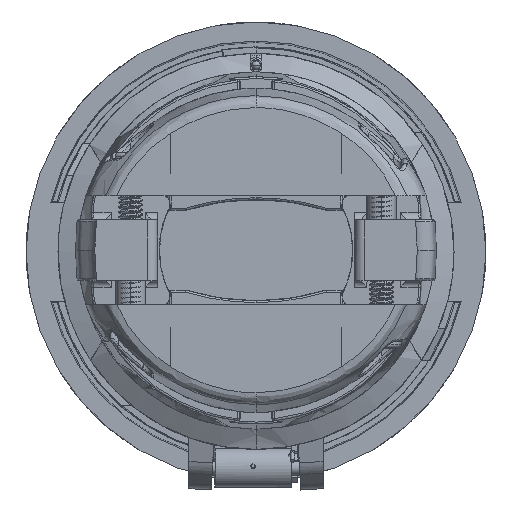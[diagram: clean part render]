
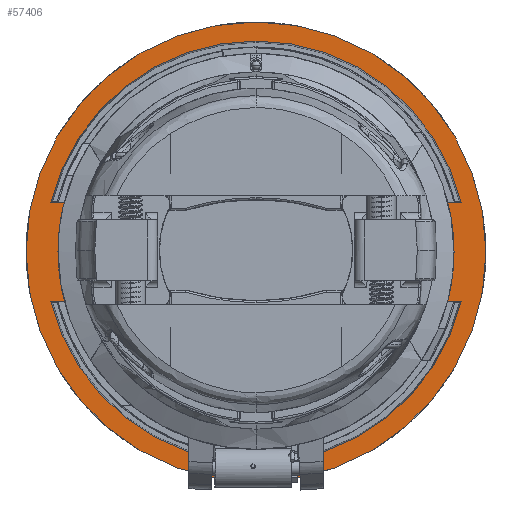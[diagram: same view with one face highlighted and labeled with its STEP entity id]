
A CAD part, top view. The second image highlights one B-rep face of the part: STEP entity #57406.
In plain terms, the highlighted planar face has unit normal (0, 0, 1).
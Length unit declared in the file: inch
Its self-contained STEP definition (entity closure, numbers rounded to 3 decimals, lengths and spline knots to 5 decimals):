
#255 = ORIENTED_EDGE ( 'NONE', *, *, #96493, .T. ) ;
#518 = EDGE_LOOP ( 'NONE', ( #255, #140781 ) ) ;
#1480 = ORIENTED_EDGE ( 'NONE', *, *, #66345, .F. ) ;
#3865 = CARTESIAN_POINT ( 'NONE',  ( -1.92597, -0.51116, -1.89385 ) ) ;
#4913 = DIRECTION ( 'NONE',  ( -1., 0., 0. ) ) ;
#7864 = CARTESIAN_POINT ( 'NONE',  ( -0.00017, 0., -1.89385 ) ) ;
#9636 = AXIS2_PLACEMENT_3D ( 'NONE', #74433, #134878, #65091 ) ;
#12184 = EDGE_CURVE ( 'NONE', #21511, #118368, #76019, .T. ) ;
#12722 = EDGE_CURVE ( 'NONE', #72766, #90745, #134864, .T. ) ;
#14391 = EDGE_CURVE ( 'NONE', #143686, #151358, #88758, .T. ) ;
#16283 = AXIS2_PLACEMENT_3D ( 'NONE', #99825, #144084, #51683 ) ;
#18106 = LINE ( 'NONE', #53048, #97914 ) ;
#18205 = LINE ( 'NONE', #126039, #43167 ) ;
#21511 = VERTEX_POINT ( 'NONE', #48558 ) ;
#24775 = EDGE_LOOP ( 'NONE', ( #1480, #119766, #63527, #89354, #63491, #104871, #28722, #81173 ) ) ;
#25025 = CARTESIAN_POINT ( 'NONE',  ( 2.13627, 0.51116, -1.89385 ) ) ;
#26190 = CARTESIAN_POINT ( 'NONE',  ( -0.00017, 0., -1.89385 ) ) ;
#26846 = VECTOR ( 'NONE', #73344, 39.37008 ) ;
#28585 = CARTESIAN_POINT ( 'NONE',  ( -0.00017, 0.51116, -1.89385 ) ) ;
#28722 = ORIENTED_EDGE ( 'NONE', *, *, #106664, .F. ) ;
#34643 = AXIS2_PLACEMENT_3D ( 'NONE', #7864, #42818, #137453 ) ;
#36112 = LINE ( 'NONE', #132249, #26846 ) ;
#37029 = DIRECTION ( 'NONE',  ( -1., 0., 0. ) ) ;
#42818 = DIRECTION ( 'NONE',  ( 0., 0., 1. ) ) ;
#43167 = VECTOR ( 'NONE', #139993, 39.37008 ) ;
#43349 = VERTEX_POINT ( 'NONE', #149646 ) ;
#43729 = AXIS2_PLACEMENT_3D ( 'NONE', #26190, #73593, #82191 ) ;
#45942 = CIRCLE ( 'NONE', #16283, 2.39526 ) ;
#48558 = CARTESIAN_POINT ( 'NONE',  ( -2.13661, -0.51116, -1.89385 ) ) ;
#49451 = EDGE_CURVE ( 'NONE', #90745, #100242, #119182, .T. ) ;
#50237 = CARTESIAN_POINT ( 'NONE',  ( 1.92563, 0.51116, -1.89385 ) ) ;
#51683 = DIRECTION ( 'NONE',  ( -1., 0., 0. ) ) ;
#53048 = CARTESIAN_POINT ( 'NONE',  ( -0.00017, 0.51116, -1.89385 ) ) ;
#57406 = ADVANCED_FACE ( 'NONE', ( #122937, #123702 ), #67665, .T. ) ;
#59030 = AXIS2_PLACEMENT_3D ( 'NONE', #85874, #122332, #37029 ) ;
#59669 = AXIS2_PLACEMENT_3D ( 'NONE', #62902, #111006, #149015 ) ;
#61619 = EDGE_CURVE ( 'NONE', #72766, #116803, #81508, .T. ) ;
#62902 = CARTESIAN_POINT ( 'NONE',  ( -0.00017, 0., -1.89385 ) ) ;
#63491 = ORIENTED_EDGE ( 'NONE', *, *, #12722, .F. ) ;
#63527 = ORIENTED_EDGE ( 'NONE', *, *, #130122, .F. ) ;
#65091 = DIRECTION ( 'NONE',  ( -1., 0., 0. ) ) ;
#66345 = EDGE_CURVE ( 'NONE', #143686, #21511, #36112, .T. ) ;
#67665 = PLANE ( 'NONE',  #34643 ) ;
#71139 = VECTOR ( 'NONE', #100769, 39.37008 ) ;
#72766 = VERTEX_POINT ( 'NONE', #50237 ) ;
#73344 = DIRECTION ( 'NONE',  ( -1., 0., 0. ) ) ;
#73593 = DIRECTION ( 'NONE',  ( 0., 0., 1. ) ) ;
#74433 = CARTESIAN_POINT ( 'NONE',  ( -0.00017, 0., -1.89385 ) ) ;
#76019 = CIRCLE ( 'NONE', #43729, 2.19673 ) ;
#81173 = ORIENTED_EDGE ( 'NONE', *, *, #12184, .F. ) ;
#81508 = CIRCLE ( 'NONE', #101355, 2.23504 ) ;
#82191 = DIRECTION ( 'NONE',  ( -1., 0., 0. ) ) ;
#85874 = CARTESIAN_POINT ( 'NONE',  ( 0.24983, 0., -1.89385 ) ) ;
#87924 = CARTESIAN_POINT ( 'NONE',  ( -1.92597, 0.51116, -1.89385 ) ) ;
#88758 = CIRCLE ( 'NONE', #59030, 2.23504 ) ;
#89354 = ORIENTED_EDGE ( 'NONE', *, *, #49451, .F. ) ;
#90745 = VERTEX_POINT ( 'NONE', #25025 ) ;
#96493 = EDGE_CURVE ( 'NONE', #43349, #127694, #45942, .T. ) ;
#97914 = VECTOR ( 'NONE', #124426, 39.37008 ) ;
#98968 = CARTESIAN_POINT ( 'NONE',  ( 2.39509, 0., -1.89385 ) ) ;
#99825 = CARTESIAN_POINT ( 'NONE',  ( -0.00017, 0., -1.89385 ) ) ;
#100242 = VERTEX_POINT ( 'NONE', #122386 ) ;
#100672 = CARTESIAN_POINT ( 'NONE',  ( 2.13627, -0.51116, -1.89385 ) ) ;
#100769 = DIRECTION ( 'NONE',  ( 1., 0., 0. ) ) ;
#101355 = AXIS2_PLACEMENT_3D ( 'NONE', #134495, #111272, #4913 ) ;
#104871 = ORIENTED_EDGE ( 'NONE', *, *, #61619, .T. ) ;
#106664 = EDGE_CURVE ( 'NONE', #118368, #116803, #18205, .T. ) ;
#111006 = DIRECTION ( 'NONE',  ( 0., 0., 1. ) ) ;
#111272 = DIRECTION ( 'NONE',  ( 0., 0., -1. ) ) ;
#116803 = VERTEX_POINT ( 'NONE', #138155 ) ;
#118368 = VERTEX_POINT ( 'NONE', #100672 ) ;
#119182 = CIRCLE ( 'NONE', #59669, 2.19673 ) ;
#119766 = ORIENTED_EDGE ( 'NONE', *, *, #14391, .T. ) ;
#120309 = EDGE_CURVE ( 'NONE', #127694, #43349, #140934, .T. ) ;
#122332 = DIRECTION ( 'NONE',  ( 0., 0., -1. ) ) ;
#122386 = CARTESIAN_POINT ( 'NONE',  ( -2.13661, 0.51116, -1.89385 ) ) ;
#122937 = FACE_BOUND ( 'NONE', #24775, .T. ) ;
#123702 = FACE_OUTER_BOUND ( 'NONE', #518, .T. ) ;
#124426 = DIRECTION ( 'NONE',  ( 1., 0., 0. ) ) ;
#126039 = CARTESIAN_POINT ( 'NONE',  ( -0.00017, -0.51116, -1.89385 ) ) ;
#127694 = VERTEX_POINT ( 'NONE', #98968 ) ;
#130122 = EDGE_CURVE ( 'NONE', #100242, #151358, #18106, .T. ) ;
#132249 = CARTESIAN_POINT ( 'NONE',  ( -0.00017, -0.51116, -1.89385 ) ) ;
#134495 = CARTESIAN_POINT ( 'NONE',  ( -0.25017, 0., -1.89385 ) ) ;
#134864 = LINE ( 'NONE', #28585, #71139 ) ;
#134878 = DIRECTION ( 'NONE',  ( 0., 0., 1. ) ) ;
#137453 = DIRECTION ( 'NONE',  ( -1., 0., 0. ) ) ;
#138155 = CARTESIAN_POINT ( 'NONE',  ( 1.92563, -0.51116, -1.89385 ) ) ;
#139993 = DIRECTION ( 'NONE',  ( -1., 0., 0. ) ) ;
#140781 = ORIENTED_EDGE ( 'NONE', *, *, #120309, .T. ) ;
#140934 = CIRCLE ( 'NONE', #9636, 2.39526 ) ;
#143686 = VERTEX_POINT ( 'NONE', #3865 ) ;
#144084 = DIRECTION ( 'NONE',  ( 0., 0., 1. ) ) ;
#149015 = DIRECTION ( 'NONE',  ( -1., 0., 0. ) ) ;
#149646 = CARTESIAN_POINT ( 'NONE',  ( -2.39543, 0., -1.89385 ) ) ;
#151358 = VERTEX_POINT ( 'NONE', #87924 ) ;
